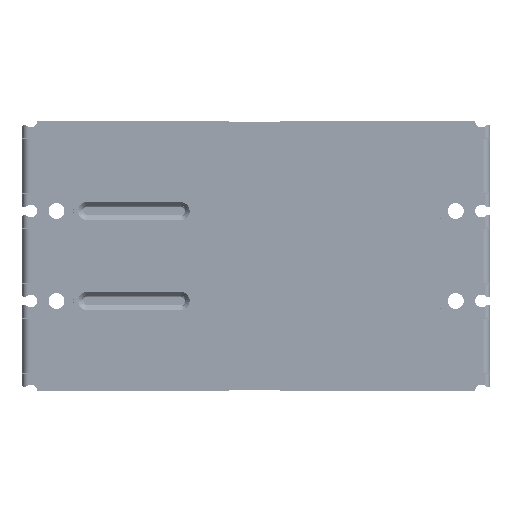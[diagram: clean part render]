
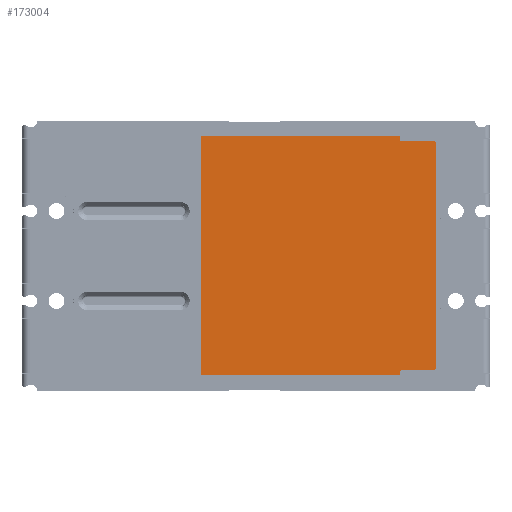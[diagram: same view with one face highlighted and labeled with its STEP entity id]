
A CAD part, front view. The second image highlights one B-rep face of the part: STEP entity #173004.
In plain terms, the highlighted face is planar.
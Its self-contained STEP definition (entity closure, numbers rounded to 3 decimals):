
#172693=CARTESIAN_POINT('',(-32.75,-0.5,0.));
#172694=DIRECTION('',(0.,0.,1.));
#172695=DIRECTION('',(0.,1.,0.));
#172696=AXIS2_PLACEMENT_3D('',#172693,#172694,#172695);
#172698=CARTESIAN_POINT('',(-32.75,-55.,0.));
#172699=DIRECTION('',(0.,0.,1.));
#172700=DIRECTION('',(-1.,0.,0.));
#172701=AXIS2_PLACEMENT_3D('',#172698,#172699,#172700);
#172703=CARTESIAN_POINT('',(-32.25,-56.,0.));
#172704=DIRECTION('',(0.,0.,-1.));
#172705=DIRECTION('',(0.,1.,0.));
#172706=AXIS2_PLACEMENT_3D('',#172703,#172704,#172705);
#172708=CARTESIAN_POINT('',(-31.25,-65.,0.));
#172709=DIRECTION('',(0.,0.,1.));
#172710=DIRECTION('',(-1.,0.,0.));
#172711=AXIS2_PLACEMENT_3D('',#172708,#172709,#172710);
#172713=CARTESIAN_POINT('',(31.25,-65.,0.));
#172714=DIRECTION('',(0.,0.,1.));
#172715=DIRECTION('',(0.,-1.,0.));
#172716=AXIS2_PLACEMENT_3D('',#172713,#172714,#172715);
#172718=CARTESIAN_POINT('',(32.25,-56.,0.));
#172719=DIRECTION('',(0.,0.,-1.));
#172720=DIRECTION('',(-1.,0.,0.));
#172721=AXIS2_PLACEMENT_3D('',#172718,#172719,#172720);
#172723=CARTESIAN_POINT('',(32.75,-55.,0.));
#172724=DIRECTION('',(0.,0.,1.));
#172725=DIRECTION('',(0.,-1.,0.));
#172726=AXIS2_PLACEMENT_3D('',#172723,#172724,#172725);
#172728=CARTESIAN_POINT('',(32.75,-0.5,0.));
#172729=DIRECTION('',(0.,0.,1.));
#172730=DIRECTION('',(1.,0.,0.));
#172731=AXIS2_PLACEMENT_3D('',#172728,#172729,#172730);
#172741=DIRECTION('',(1.,0.,0.));
#172742=VECTOR('',#172741,65.5);
#172743=CARTESIAN_POINT('',(-32.75,0.,0.));
#172744=LINE('',#172743,#172742);
#172753=DIRECTION('',(0.,-1.,0.));
#172754=VECTOR('',#172753,54.5);
#172755=CARTESIAN_POINT('',(33.25,-0.5,0.));
#172756=LINE('',#172755,#172754);
#172765=DIRECTION('',(-1.,0.,0.));
#172766=VECTOR('',#172765,0.5);
#172767=CARTESIAN_POINT('',(32.75,-55.5,0.));
#172768=LINE('',#172767,#172766);
#172777=DIRECTION('',(0.,-1.,0.));
#172778=VECTOR('',#172777,9.);
#172779=CARTESIAN_POINT('',(31.75,-56.,0.));
#172780=LINE('',#172779,#172778);
#172789=DIRECTION('',(-1.,0.,0.));
#172790=VECTOR('',#172789,62.5);
#172791=CARTESIAN_POINT('',(31.25,-65.5,0.));
#172792=LINE('',#172791,#172790);
#172801=DIRECTION('',(0.,1.,0.));
#172802=VECTOR('',#172801,9.);
#172803=CARTESIAN_POINT('',(-31.75,-65.,0.));
#172804=LINE('',#172803,#172802);
#172813=DIRECTION('',(-1.,0.,0.));
#172814=VECTOR('',#172813,0.5);
#172815=CARTESIAN_POINT('',(-32.25,-55.5,0.));
#172816=LINE('',#172815,#172814);
#172825=DIRECTION('',(0.,1.,0.));
#172826=VECTOR('',#172825,54.5);
#172827=CARTESIAN_POINT('',(-33.25,-55.,0.));
#172828=LINE('',#172827,#172826);
#172901=CARTESIAN_POINT('',(-32.75,0.,0.));
#172902=CARTESIAN_POINT('',(-33.25,-0.5,0.));
#172903=VERTEX_POINT('',#172901);
#172904=VERTEX_POINT('',#172902);
#172905=CARTESIAN_POINT('',(-33.25,-55.,0.));
#172906=VERTEX_POINT('',#172905);
#172907=CARTESIAN_POINT('',(-32.75,-55.5,0.));
#172908=VERTEX_POINT('',#172907);
#172909=CARTESIAN_POINT('',(-32.25,-55.5,0.));
#172910=VERTEX_POINT('',#172909);
#172911=CARTESIAN_POINT('',(-31.75,-56.,0.));
#172912=VERTEX_POINT('',#172911);
#172913=CARTESIAN_POINT('',(-31.75,-65.,0.));
#172914=VERTEX_POINT('',#172913);
#172915=CARTESIAN_POINT('',(-31.25,-65.5,0.));
#172916=VERTEX_POINT('',#172915);
#172917=CARTESIAN_POINT('',(31.25,-65.5,0.));
#172918=VERTEX_POINT('',#172917);
#172919=CARTESIAN_POINT('',(31.75,-65.,0.));
#172920=VERTEX_POINT('',#172919);
#172921=CARTESIAN_POINT('',(31.75,-56.,0.));
#172922=VERTEX_POINT('',#172921);
#172923=CARTESIAN_POINT('',(32.25,-55.5,0.));
#172924=VERTEX_POINT('',#172923);
#172925=CARTESIAN_POINT('',(32.75,-55.5,0.));
#172926=VERTEX_POINT('',#172925);
#172927=CARTESIAN_POINT('',(33.25,-55.,0.));
#172928=VERTEX_POINT('',#172927);
#172929=CARTESIAN_POINT('',(33.25,-0.5,0.));
#172930=VERTEX_POINT('',#172929);
#172931=CARTESIAN_POINT('',(32.75,0.,0.));
#172932=VERTEX_POINT('',#172931);
#172965=CARTESIAN_POINT('',(0.,0.,0.));
#172966=DIRECTION('',(0.,0.,1.));
#172967=DIRECTION('',(1.,0.,0.));
#172968=AXIS2_PLACEMENT_3D('',#172965,#172966,#172967);
#172969=PLANE('',#172968);
#172971=ORIENTED_EDGE('',*,*,#172970,.T.);
#172973=ORIENTED_EDGE('',*,*,#172972,.F.);
#172975=ORIENTED_EDGE('',*,*,#172974,.T.);
#172977=ORIENTED_EDGE('',*,*,#172976,.F.);
#172979=ORIENTED_EDGE('',*,*,#172978,.T.);
#172981=ORIENTED_EDGE('',*,*,#172980,.F.);
#172983=ORIENTED_EDGE('',*,*,#172982,.T.);
#172985=ORIENTED_EDGE('',*,*,#172984,.F.);
#172987=ORIENTED_EDGE('',*,*,#172986,.T.);
#172989=ORIENTED_EDGE('',*,*,#172988,.F.);
#172991=ORIENTED_EDGE('',*,*,#172990,.T.);
#172993=ORIENTED_EDGE('',*,*,#172992,.F.);
#172995=ORIENTED_EDGE('',*,*,#172994,.T.);
#172997=ORIENTED_EDGE('',*,*,#172996,.F.);
#172999=ORIENTED_EDGE('',*,*,#172998,.T.);
#173001=ORIENTED_EDGE('',*,*,#173000,.F.);
#173002=EDGE_LOOP('',(#172971,#172973,#172975,#172977,#172979,#172981,#172983,
#172985,#172987,#172989,#172991,#172993,#172995,#172997,#172999,#173001));
#173003=FACE_OUTER_BOUND('',#173002,.F.);
#173004=ADVANCED_FACE('',(#173003),#172969,.F.);
#172697=CIRCLE('',#172696,0.5);
#172702=CIRCLE('',#172701,0.5);
#172707=CIRCLE('',#172706,0.5);
#172712=CIRCLE('',#172711,0.5);
#172717=CIRCLE('',#172716,0.5);
#172722=CIRCLE('',#172721,0.5);
#172727=CIRCLE('',#172726,0.5);
#172732=CIRCLE('',#172731,0.5);
#172970=EDGE_CURVE('',#172903,#172904,#172697,.T.);
#172972=EDGE_CURVE('',#172906,#172904,#172828,.T.);
#172974=EDGE_CURVE('',#172906,#172908,#172702,.T.);
#172976=EDGE_CURVE('',#172910,#172908,#172816,.T.);
#172978=EDGE_CURVE('',#172910,#172912,#172707,.T.);
#172980=EDGE_CURVE('',#172914,#172912,#172804,.T.);
#172982=EDGE_CURVE('',#172914,#172916,#172712,.T.);
#172984=EDGE_CURVE('',#172918,#172916,#172792,.T.);
#172986=EDGE_CURVE('',#172918,#172920,#172717,.T.);
#172988=EDGE_CURVE('',#172922,#172920,#172780,.T.);
#172990=EDGE_CURVE('',#172922,#172924,#172722,.T.);
#172992=EDGE_CURVE('',#172926,#172924,#172768,.T.);
#172994=EDGE_CURVE('',#172926,#172928,#172727,.T.);
#172996=EDGE_CURVE('',#172930,#172928,#172756,.T.);
#172998=EDGE_CURVE('',#172930,#172932,#172732,.T.);
#173000=EDGE_CURVE('',#172903,#172932,#172744,.T.);
